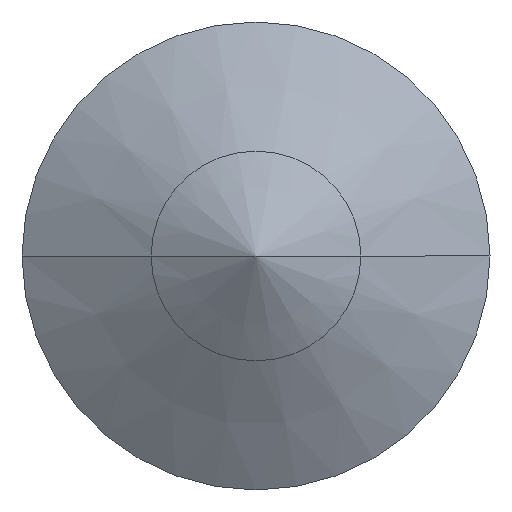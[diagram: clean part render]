
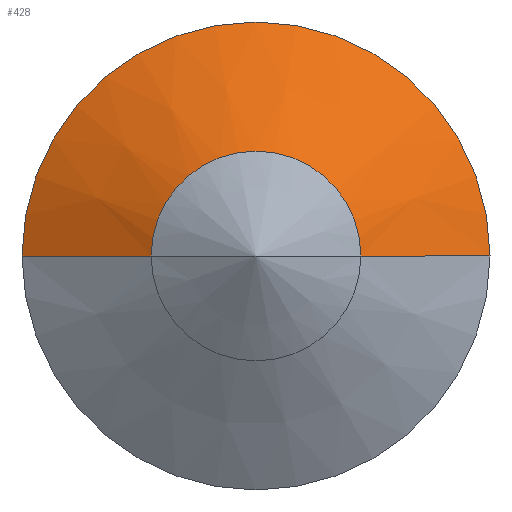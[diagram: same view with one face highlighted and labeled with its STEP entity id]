
A CAD part, front view. The second image highlights one B-rep face of the part: STEP entity #428.
In plain terms, the highlighted conical face has half-angle 60 degrees and reference radius 2.2 mm.
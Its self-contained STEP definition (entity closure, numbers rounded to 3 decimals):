
#16 = DIRECTION ( 'NONE',  ( 0., 1., 0. ) ) ;
#17 = LINE ( 'NONE', #53, #172 ) ;
#53 = CARTESIAN_POINT ( 'NONE',  ( -2.2, 5.035, 0. ) ) ;
#57 = AXIS2_PLACEMENT_3D ( 'NONE', #349, #125, #189 ) ;
#58 = EDGE_CURVE ( 'NONE', #182, #98, #17, .T. ) ;
#66 = LINE ( 'NONE', #429, #336 ) ;
#94 = CIRCLE ( 'NONE', #57, 2.2 ) ;
#98 = VERTEX_POINT ( 'NONE', #160 ) ;
#99 = ORIENTED_EDGE ( 'NONE', *, *, #58, .F. ) ;
#100 = CIRCLE ( 'NONE', #167, 4.91 ) ;
#109 = EDGE_CURVE ( 'NONE', #418, #285, #66, .T. ) ;
#116 = ORIENTED_EDGE ( 'NONE', *, *, #109, .T. ) ;
#123 = DIRECTION ( 'NONE',  ( 0., 1., 0. ) ) ;
#125 = DIRECTION ( 'NONE',  ( 0., 1., 0. ) ) ;
#153 = DIRECTION ( 'NONE',  ( -1., 0., 0. ) ) ;
#160 = CARTESIAN_POINT ( 'NONE',  ( -4.91, 6.6, 0. ) ) ;
#167 = AXIS2_PLACEMENT_3D ( 'NONE', #385, #123, #251 ) ;
#172 = VECTOR ( 'NONE', #252, 1000. ) ;
#175 = CONICAL_SURFACE ( 'NONE', #181, 2.2, 1.047 ) ;
#181 = AXIS2_PLACEMENT_3D ( 'NONE', #417, #16, #153 ) ;
#182 = VERTEX_POINT ( 'NONE', #238 ) ;
#189 = DIRECTION ( 'NONE',  ( -1., 0., 0. ) ) ;
#238 = CARTESIAN_POINT ( 'NONE',  ( -2.2, 5.035, 0. ) ) ;
#251 = DIRECTION ( 'NONE',  ( -1., 0., 0. ) ) ;
#252 = DIRECTION ( 'NONE',  ( -0.866, 0.5, 0. ) ) ;
#253 = CARTESIAN_POINT ( 'NONE',  ( 2.2, 5.035, 0. ) ) ;
#254 = EDGE_LOOP ( 'NONE', ( #365, #116, #279, #99 ) ) ;
#279 = ORIENTED_EDGE ( 'NONE', *, *, #377, .F. ) ;
#285 = VERTEX_POINT ( 'NONE', #410 ) ;
#295 = DIRECTION ( 'NONE',  ( 0.866, 0.5, 0. ) ) ;
#336 = VECTOR ( 'NONE', #295, 1000. ) ;
#344 = FACE_OUTER_BOUND ( 'NONE', #254, .T. ) ;
#349 = CARTESIAN_POINT ( 'NONE',  ( 0., 5.035, 0. ) ) ;
#365 = ORIENTED_EDGE ( 'NONE', *, *, #368, .T. ) ;
#368 = EDGE_CURVE ( 'NONE', #182, #418, #94, .T. ) ;
#377 = EDGE_CURVE ( 'NONE', #98, #285, #100, .T. ) ;
#385 = CARTESIAN_POINT ( 'NONE',  ( 0., 6.6, 0. ) ) ;
#410 = CARTESIAN_POINT ( 'NONE',  ( 4.91, 6.6, 0. ) ) ;
#417 = CARTESIAN_POINT ( 'NONE',  ( 0., 5.035, 0. ) ) ;
#418 = VERTEX_POINT ( 'NONE', #253 ) ;
#428 = ADVANCED_FACE ( 'NONE', ( #344 ), #175, .T. ) ;
#429 = CARTESIAN_POINT ( 'NONE',  ( 2.2, 5.035, 0. ) ) ;
